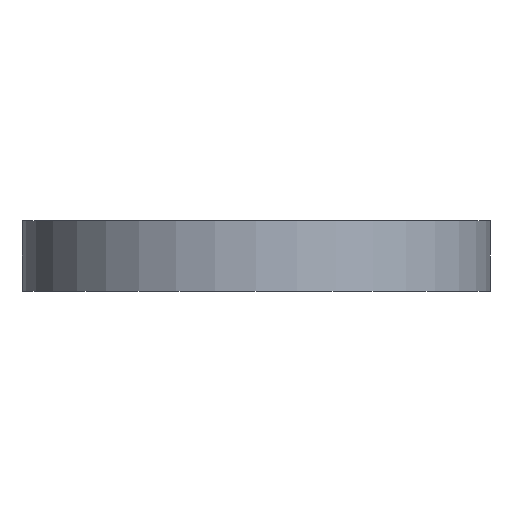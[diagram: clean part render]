
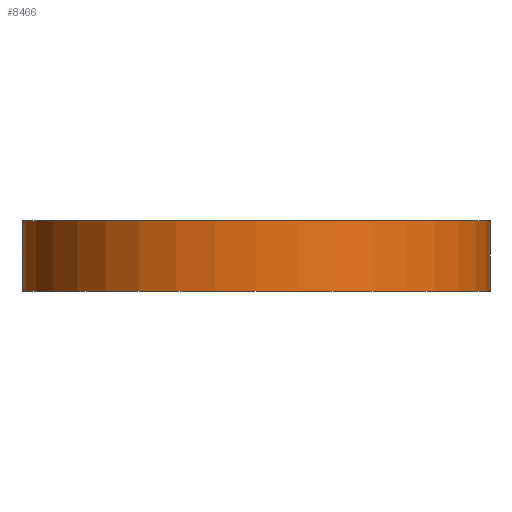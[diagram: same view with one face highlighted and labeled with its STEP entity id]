
A CAD part, left-side view. The second image highlights one B-rep face of the part: STEP entity #8466.
In plain terms, the highlighted cylindrical face has radius 60 mm (diameter 120 mm), a partial arc.
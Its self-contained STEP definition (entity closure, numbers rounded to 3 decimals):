
#8342 = EDGE_CURVE('',#8343,#8345,#8347,.T.);
#8343 = VERTEX_POINT('',#8344);
#8344 = CARTESIAN_POINT('',(-195.389,60.,18.));
#8345 = VERTEX_POINT('',#8346);
#8346 = CARTESIAN_POINT('',(-195.389,-60.,18.));
#8347 = CIRCLE('',#8348,60.);
#8348 = AXIS2_PLACEMENT_3D('',#8349,#8350,#8351);
#8349 = CARTESIAN_POINT('',(-195.389,0.,18.));
#8350 = DIRECTION('',(0.,-0.,1.));
#8351 = DIRECTION('',(0.,1.,0.));
#8391 = VERTEX_POINT('',#8392);
#8392 = CARTESIAN_POINT('',(-195.389,60.,0.));
#8400 = EDGE_CURVE('',#8391,#8343,#8401,.T.);
#8401 = LINE('',#8402,#8403);
#8402 = CARTESIAN_POINT('',(-195.389,60.,0.));
#8403 = VECTOR('',#8404,1.);
#8404 = DIRECTION('',(0.,0.,1.));
#8447 = VERTEX_POINT('',#8448);
#8448 = CARTESIAN_POINT('',(-195.389,-60.,0.));
#8456 = EDGE_CURVE('',#8447,#8345,#8457,.T.);
#8457 = LINE('',#8458,#8459);
#8458 = CARTESIAN_POINT('',(-195.389,-60.,0.));
#8459 = VECTOR('',#8460,1.);
#8460 = DIRECTION('',(0.,0.,1.));
#8466 = ADVANCED_FACE('',(#8467),#8479,.T.);
#8467 = FACE_BOUND('',#8468,.T.);
#8468 = EDGE_LOOP('',(#8469,#8476,#8477,#8478));
#8469 = ORIENTED_EDGE('',*,*,#8470,.T.);
#8470 = EDGE_CURVE('',#8391,#8447,#8471,.T.);
#8471 = CIRCLE('',#8472,60.);
#8472 = AXIS2_PLACEMENT_3D('',#8473,#8474,#8475);
#8473 = CARTESIAN_POINT('',(-195.389,0.,0.));
#8474 = DIRECTION('',(0.,-0.,1.));
#8475 = DIRECTION('',(0.,1.,0.));
#8476 = ORIENTED_EDGE('',*,*,#8456,.T.);
#8477 = ORIENTED_EDGE('',*,*,#8342,.F.);
#8478 = ORIENTED_EDGE('',*,*,#8400,.F.);
#8479 = CYLINDRICAL_SURFACE('',#8480,60.);
#8480 = AXIS2_PLACEMENT_3D('',#8481,#8482,#8483);
#8481 = CARTESIAN_POINT('',(-195.389,0.,0.));
#8482 = DIRECTION('',(0.,0.,1.));
#8483 = DIRECTION('',(0.,1.,0.));
